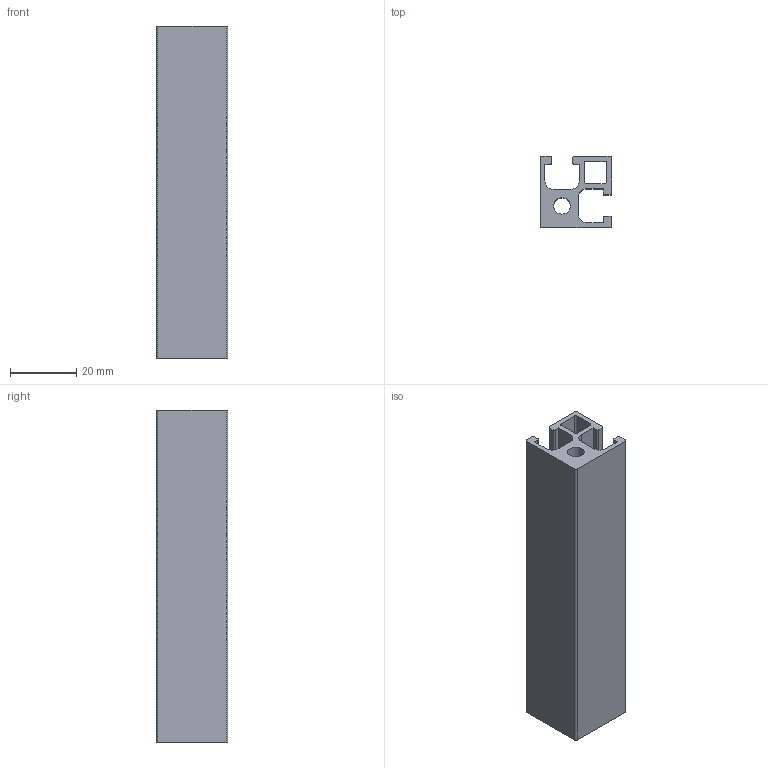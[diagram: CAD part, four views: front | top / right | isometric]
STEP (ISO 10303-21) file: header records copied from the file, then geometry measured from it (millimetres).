
FILE_DESCRIPTION(/* description */ ('PROF.ALL. 21.5X21.5 2A'),/* implementation_level */ '2;1');
FILE_NAME(/* name */ 'BPRDD0000038.stp',/* time_stamp */ '2025-02-13T09:42:26+01:00',/* author */ ('tecnico5'),/* organization */ (''),/* preprocessor_version */ 'ST-DEVELOPER v20',/* originating_system */ 'Autodesk Inventor 2022',/* authorisation */ '');
FILE_SCHEMA (('AUTOMOTIVE_DESIGN { 1 0 10303 214 3 1 1 }'));
Length unit declared in the file: millimetre
Products named in the file (1): BPRDD0000038
Bounding box: 21.5 x 21.5 x 100 mm (x, y, z)
Volume: 21434.6 mm3; surface area: 18048.9 mm2
Topology: 1 solids, 1 shells, 47 faces, 135 edges, 90 vertices
Faces by surface type: plane 26, cylinder 21
Full cylindrical faces by diameter (mm): 5 x1
Entity records: 1602 total; most frequent: DIRECTION 273, CARTESIAN_POINT 273, ORIENTED_EDGE 270, EDGE_CURVE 135, LINE 93, VECTOR 93, VERTEX_POINT 90, AXIS2_PLACEMENT_3D 90
